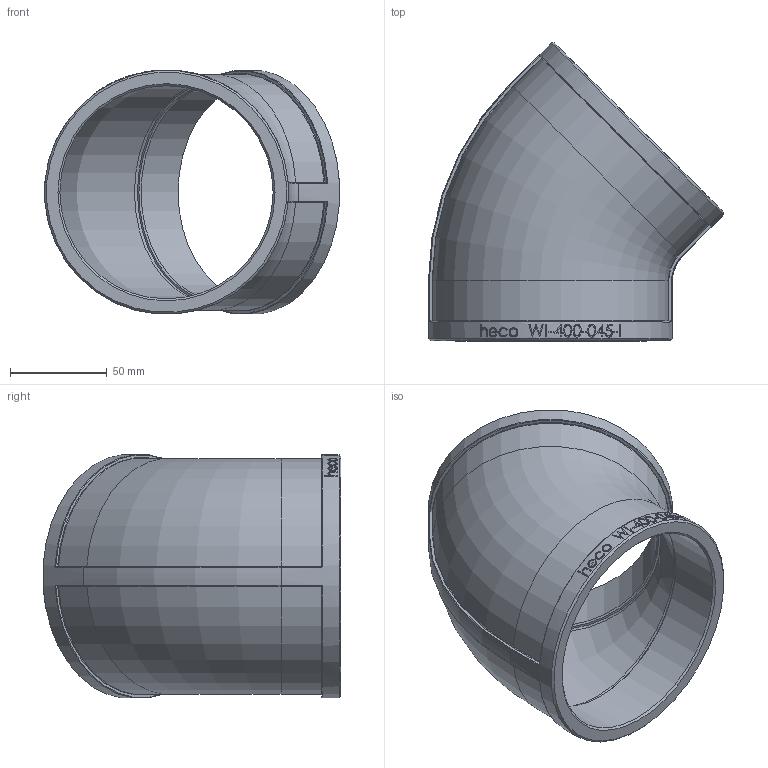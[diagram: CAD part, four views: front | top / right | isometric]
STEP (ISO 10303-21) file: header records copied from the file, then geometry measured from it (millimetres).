
FILE_DESCRIPTION (( 'STEP AP214' ), '1' );
FILE_NAME ('heco_WI-400-045-I.STEP', '2015-11-02T14:15:51', ( 'test' ), ( '' ), 'SwSTEP 2.0', 'SolidWorks 2011', '' );
FILE_SCHEMA (( 'AUTOMOTIVE_DESIGN' ));
Length unit declared in the file: millimetre
Products named in the file (1): heco_WI-400-045-I
Bounding box: 152.3 x 153.81 x 125.91 mm (x, y, z)
Volume: 247397 mm3; surface area: 100680.9 mm2
Topology: 1 solids, 1 shells, 262 faces, 641 edges, 406 vertices
Faces by surface type: bspline 95, plane 75, cylinder 57, torus 21, sphere 8, cone 6
Full cylindrical faces by diameter (mm): 110.072 x2, 113.8 x2, 126 x2
Entity records: 27603 total; most frequent: CARTESIAN_POINT 19359, ORIENTED_EDGE 1250, DIRECTION 815, EDGE_CURVE 625, VERTEX_POINT 402, AXIS2_PLACEMENT_3D 334, B_SPLINE_CURVE_WITH_KNOTS 312, EDGE_LOOP 301
